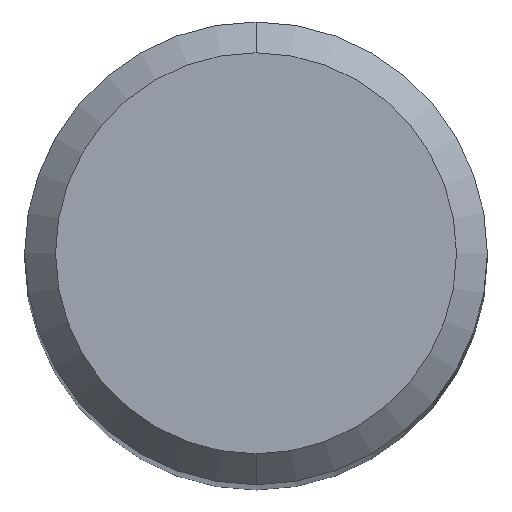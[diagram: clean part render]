
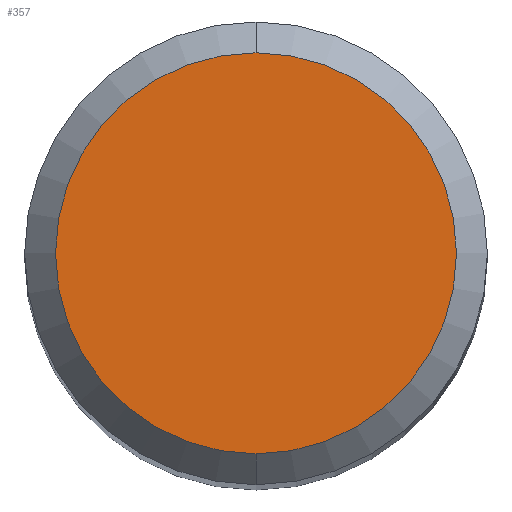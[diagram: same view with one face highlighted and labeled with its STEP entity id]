
A CAD part, top view. The second image highlights one B-rep face of the part: STEP entity #357.
In plain terms, the highlighted planar face has unit normal (0, 0, 1).
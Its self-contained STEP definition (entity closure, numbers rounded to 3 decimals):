
#229=EDGE_CURVE('',#341,#265,#543,.T.);
#265=VERTEX_POINT('',#583);
#341=VERTEX_POINT('',#663);
#357=ADVANCED_FACE('',(#680),#681,.T.);
#387=EDGE_CURVE('',#265,#341,#715,.T.);
#543=CIRCLE('',#947,2.6);
#583=CARTESIAN_POINT('',(0.,-2.6,0.0));
#663=CARTESIAN_POINT('',(0.0,2.6,0.0));
#680=FACE_OUTER_BOUND('',#1228,.T.);
#681=PLANE('',#1229);
#715=CIRCLE('',#1301,2.6);
#947=AXIS2_PLACEMENT_3D('',#1538,#1539,#1540);
#1228=EDGE_LOOP('',(#1655,#1656));
#1229=AXIS2_PLACEMENT_3D('',#1657,#1658,#1659);
#1301=AXIS2_PLACEMENT_3D('',#1706,#1707,#1708);
#1538=CARTESIAN_POINT('',(0.0,0.0,0.0));
#1539=DIRECTION('',(0.0,0.0,-1.0));
#1540=DIRECTION('',(0.0,1.0,0.0));
#1655=ORIENTED_EDGE('',*,*,#229,.F.);
#1656=ORIENTED_EDGE('',*,*,#387,.F.);
#1657=CARTESIAN_POINT('',(0.0,1.3,0.0));
#1658=DIRECTION('',(-0.0,0.0,1.0));
#1659=DIRECTION('',(0.0,-1.0,0.0));
#1706=CARTESIAN_POINT('',(0.0,0.0,0.0));
#1707=DIRECTION('',(0.0,0.0,-1.0));
#1708=DIRECTION('',(0.0,1.0,0.0));
